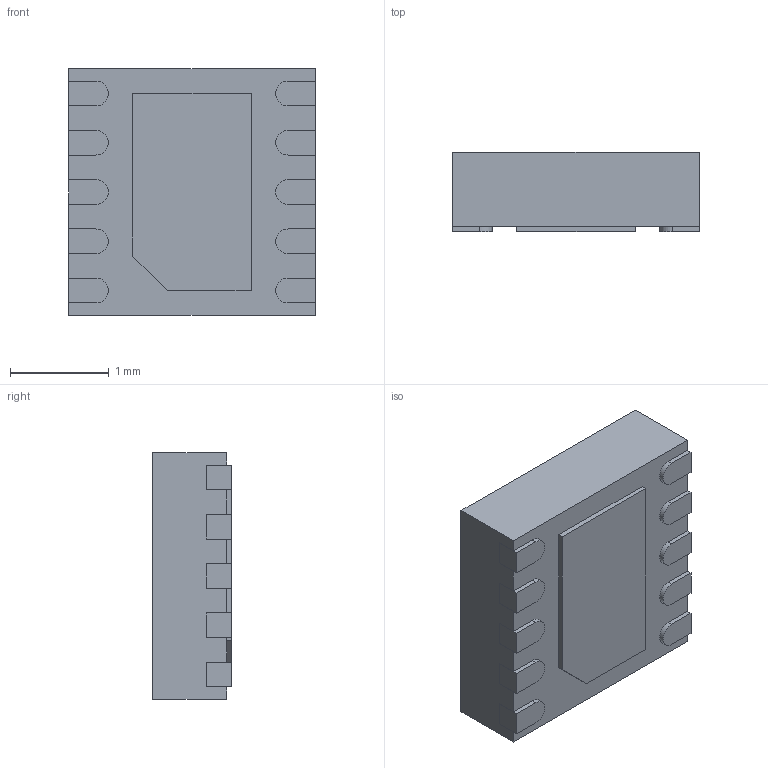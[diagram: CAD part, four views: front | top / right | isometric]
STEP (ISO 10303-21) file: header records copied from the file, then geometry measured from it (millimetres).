
FILE_DESCRIPTION (( 'STEP AP214' ), '1' );
FILE_NAME ('RT6150B-33GQW.STEP', '2023-10-02T14:39:38', ( '' ), ( '' ), 'SwSTEP 2.0', 'SolidWorks 2021', '' );
FILE_SCHEMA (( 'AUTOMOTIVE_DESIGN' ));
Length unit declared in the file: millimetre
Products named in the file (1): RT6150B-33GQW
Bounding box: 2.5 x 0.8 x 2.5 mm (x, y, z)
Volume: 4.9 mm3; surface area: 33.8 mm2
Topology: 13 solids, 13 shells, 126 faces, 294 edges, 196 vertices
Faces by surface type: plane 102, cylinder 24
Entity records: 3708 total; most frequent: CARTESIAN_POINT 617, DIRECTION 596, ORIENTED_EDGE 588, EDGE_CURVE 294, LINE 246, VECTOR 246, VERTEX_POINT 196, AXIS2_PLACEMENT_3D 175
